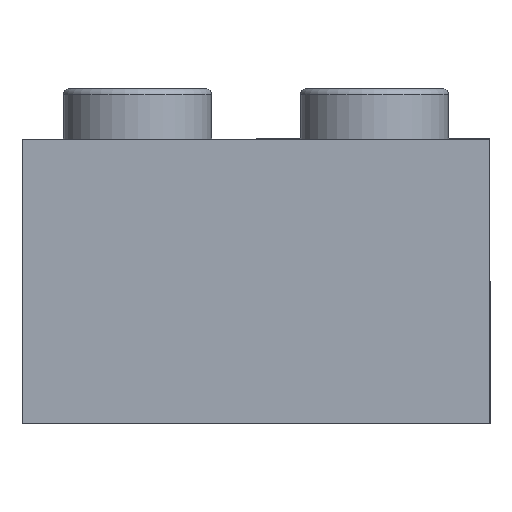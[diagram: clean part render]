
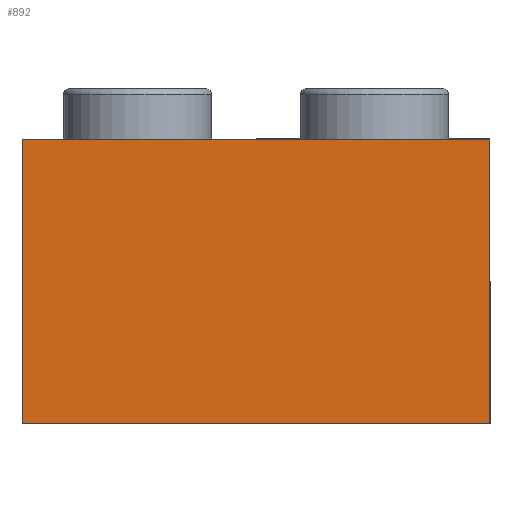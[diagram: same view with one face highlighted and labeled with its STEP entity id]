
A CAD part, left-side view. The second image highlights one B-rep face of the part: STEP entity #892.
In plain terms, the highlighted planar face has unit normal (-1, 0, 0).
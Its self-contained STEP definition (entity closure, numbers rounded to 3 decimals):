
#72=PLANE('',#1038);
#110=LINE('',#1590,#156);
#118=LINE('',#1605,#164);
#119=LINE('',#1607,#165);
#120=LINE('',#1608,#166);
#156=VECTOR('',#1333,10.);
#164=VECTOR('',#1345,10.);
#165=VECTOR('',#1348,10.);
#166=VECTOR('',#1349,10.);
#249=FACE_OUTER_BOUND('',#326,.T.);
#326=EDGE_LOOP('',(#800,#801,#802,#803));
#475=VERTEX_POINT('',#1587);
#476=VERTEX_POINT('',#1589);
#480=VERTEX_POINT('',#1601);
#481=VERTEX_POINT('',#1603);
#585=EDGE_CURVE('',#475,#476,#110,.T.);
#593=EDGE_CURVE('',#480,#481,#118,.T.);
#594=EDGE_CURVE('',#475,#480,#119,.T.);
#595=EDGE_CURVE('',#476,#481,#120,.T.);
#800=ORIENTED_EDGE('',*,*,#594,.T.);
#801=ORIENTED_EDGE('',*,*,#593,.T.);
#802=ORIENTED_EDGE('',*,*,#595,.F.);
#803=ORIENTED_EDGE('',*,*,#585,.F.);
#892=ADVANCED_FACE('',(#249),#72,.T.);
#1038=AXIS2_PLACEMENT_3D('',#1606,#1346,#1347);
#1333=DIRECTION('',(0.,0.,1.));
#1345=DIRECTION('',(0.,0.,1.));
#1346=DIRECTION('center_axis',(-1.,0.,0.));
#1347=DIRECTION('ref_axis',(0.,-1.,0.));
#1348=DIRECTION('',(0.,-1.,0.));
#1349=DIRECTION('',(0.,-1.,0.));
#1587=CARTESIAN_POINT('',(0.,15.8,0.));
#1589=CARTESIAN_POINT('',(0.,15.8,9.6));
#1590=CARTESIAN_POINT('',(0.,15.8,0.));
#1601=CARTESIAN_POINT('',(0.,0.,0.));
#1603=CARTESIAN_POINT('',(0.,0.,9.6));
#1605=CARTESIAN_POINT('',(0.,0.,0.));
#1606=CARTESIAN_POINT('Origin',(0.,15.8,0.));
#1607=CARTESIAN_POINT('',(0.,15.8,0.));
#1608=CARTESIAN_POINT('',(0.,15.8,9.6));
